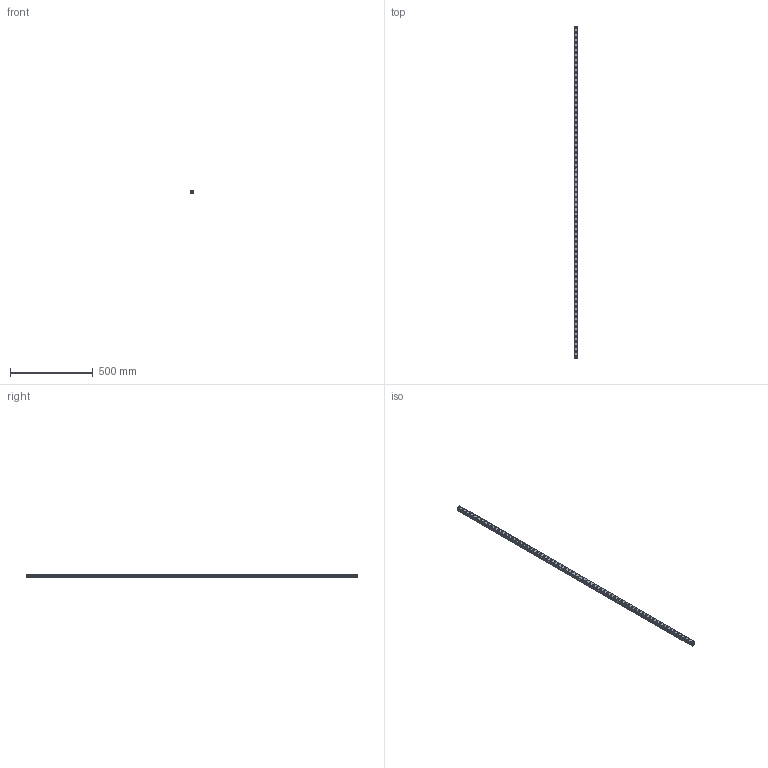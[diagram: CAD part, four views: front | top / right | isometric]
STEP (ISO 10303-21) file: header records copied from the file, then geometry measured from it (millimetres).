
FILE_DESCRIPTION(('STEP AP214'),'1');
FILE_NAME('cctmp_CFA2B541-D420-4710-B331-2A811D4AC4A6_2021_03_10_11_54_52_0578..stp','2021-03-10T10:54:53',('HIWIN GmbH'),('CADClick - www.CADClick.com'),'Spatial InterOp 3D',' ','unknown authorization');
FILE_SCHEMA(('AUTOMOTIVE_DESIGN'));
Length unit declared in the file: millimetre
Products named in the file (1): RGR25R2000H_FILE
Bounding box: 23 x 2000 x 23.6 mm (x, y, z)
Volume: 801592.4 mm3; surface area: 248718.1 mm2
Topology: 1 solids, 1 shells, 720 faces, 1539 edges, 1026 vertices
Faces by surface type: cylinder 420, plane 300
Entity records: 25627 total; most frequent: DIRECTION 3821, CARTESIAN_POINT 3286, ORIENTED_EDGE 3078, AXIS2_PLACEMENT_3D 1561, EDGE_CURVE 1539, VERTEX_POINT 1026, EDGE_LOOP 925, CIRCLE 840
